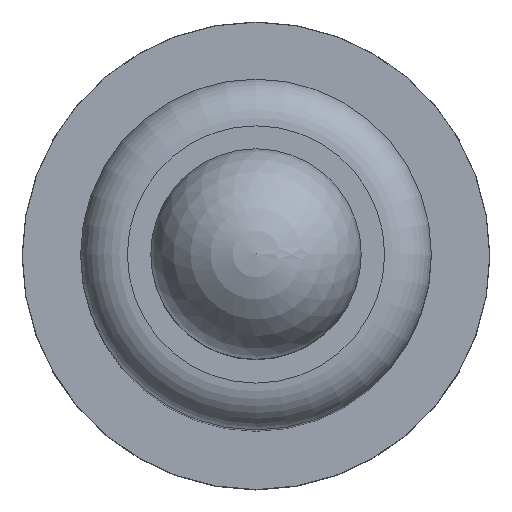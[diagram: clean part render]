
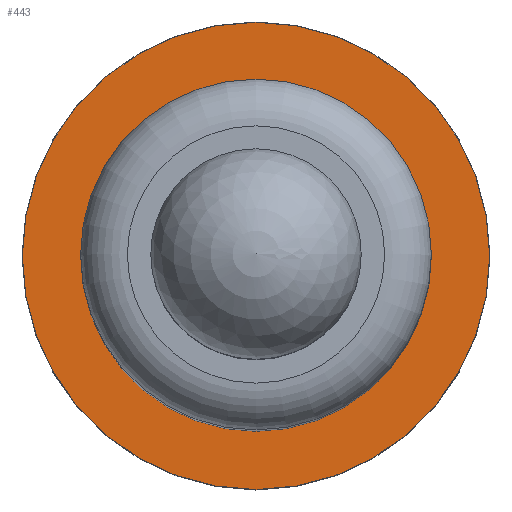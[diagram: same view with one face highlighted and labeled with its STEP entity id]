
A CAD part, top view. The second image highlights one B-rep face of the part: STEP entity #443.
In plain terms, the highlighted planar face has unit normal (0, 0, 1).
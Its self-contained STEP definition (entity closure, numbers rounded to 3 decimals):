
#346 = TOROIDAL_SURFACE('',#347,0.999,0.001);
#347 = AXIS2_PLACEMENT_3D('',#348,#349,#350);
#348 = CARTESIAN_POINT('',(0.,0.,0.499));
#349 = DIRECTION('',(0.,0.,1.));
#350 = DIRECTION('',(1.,0.,-0.));
#390 = VERTEX_POINT('',#391);
#391 = CARTESIAN_POINT('',(0.999,0.,0.5));
#413 = EDGE_CURVE('',#390,#390,#414,.T.);
#414 = SURFACE_CURVE('',#415,(#420,#427),.PCURVE_S1.);
#415 = CIRCLE('',#416,0.999);
#416 = AXIS2_PLACEMENT_3D('',#417,#418,#419);
#417 = CARTESIAN_POINT('',(0.,0.,0.5));
#418 = DIRECTION('',(0.,0.,1.));
#419 = DIRECTION('',(1.,0.,-0.));
#420 = PCURVE('',#346,#421);
#421 = DEFINITIONAL_REPRESENTATION('',(#422),#426);
#422 = LINE('',#423,#424);
#423 = CARTESIAN_POINT('',(0.,1.571));
#424 = VECTOR('',#425,1.);
#425 = DIRECTION('',(1.,0.));
#426 = ( GEOMETRIC_REPRESENTATION_CONTEXT(2) 
PARAMETRIC_REPRESENTATION_CONTEXT() REPRESENTATION_CONTEXT('2D SPACE',''
  ) );
#427 = PCURVE('',#428,#433);
#428 = PLANE('',#429);
#429 = AXIS2_PLACEMENT_3D('',#430,#431,#432);
#430 = CARTESIAN_POINT('',(0.,0.,0.5));
#431 = DIRECTION('',(0.,0.,1.));
#432 = DIRECTION('',(1.,0.,-0.));
#433 = DEFINITIONAL_REPRESENTATION('',(#434),#438);
#434 = CIRCLE('',#435,0.999);
#435 = AXIS2_PLACEMENT_2D('',#436,#437);
#436 = CARTESIAN_POINT('',(0.,0.));
#437 = DIRECTION('',(1.,0.));
#438 = ( GEOMETRIC_REPRESENTATION_CONTEXT(2) 
PARAMETRIC_REPRESENTATION_CONTEXT() REPRESENTATION_CONTEXT('2D SPACE',''
  ) );
#443 = ADVANCED_FACE('',(#444),#428,.T.);
#444 = FACE_BOUND('',#445,.T.);
#445 = EDGE_LOOP('',(#446));
#446 = ORIENTED_EDGE('',*,*,#413,.T.);
